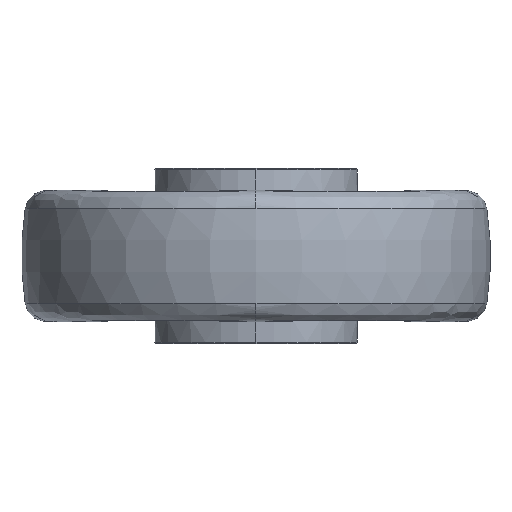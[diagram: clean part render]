
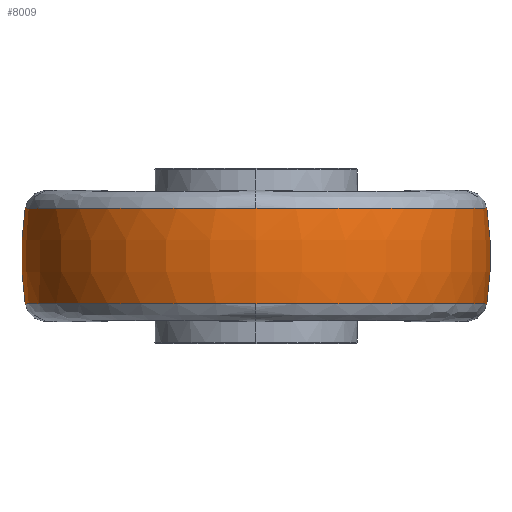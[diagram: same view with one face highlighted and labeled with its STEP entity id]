
A CAD part, left-side view. The second image highlights one B-rep face of the part: STEP entity #8009.
In plain terms, the highlighted toroidal (fillet/blend) face has major radius 30 mm and minor radius 110 mm.
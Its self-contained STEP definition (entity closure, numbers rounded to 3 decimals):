
#164 = ORIENTED_EDGE ( 'NONE', *, *, #5439, .T. ) ;
#645 = VERTEX_POINT ( 'NONE', #10188 ) ;
#1215 = CARTESIAN_POINT ( 'NONE',  ( 0., 0., 16.289 ) ) ;
#1426 = AXIS2_PLACEMENT_3D ( 'NONE', #1215, #3478, #10024 ) ;
#1461 = VERTEX_POINT ( 'NONE', #9668 ) ;
#1655 = CIRCLE ( 'NONE', #3459, 110. ) ;
#1716 = DIRECTION ( 'NONE',  ( 0., -1., 0. ) ) ;
#1976 = CARTESIAN_POINT ( 'NONE',  ( 0., 78.787, -16.289 ) ) ;
#2179 = AXIS2_PLACEMENT_3D ( 'NONE', #11000, #10840, #6062 ) ;
#2234 = TOROIDAL_SURFACE ( 'NONE', #2752, -30., 110. ) ;
#2495 = AXIS2_PLACEMENT_3D ( 'NONE', #3379, #4782, #9778 ) ;
#2707 = VERTEX_POINT ( 'NONE', #12301 ) ;
#2752 = AXIS2_PLACEMENT_3D ( 'NONE', #15475, #11632, #1716 ) ;
#2832 = ORIENTED_EDGE ( 'NONE', *, *, #16070, .F. ) ;
#3379 = CARTESIAN_POINT ( 'NONE',  ( 0., 0., 16.289 ) ) ;
#3459 = AXIS2_PLACEMENT_3D ( 'NONE', #15988, #14828, #12138 ) ;
#3478 = DIRECTION ( 'NONE',  ( 0., 0., -1. ) ) ;
#4030 = EDGE_CURVE ( 'NONE', #6867, #645, #7183, .T. ) ;
#4139 = DIRECTION ( 'NONE',  ( 1., 0., 0. ) ) ;
#4782 = DIRECTION ( 'NONE',  ( 0., 0., -1. ) ) ;
#5439 = EDGE_CURVE ( 'NONE', #7847, #15526, #10549, .T. ) ;
#6062 = DIRECTION ( 'NONE',  ( 1., 0., 0. ) ) ;
#6585 = ORIENTED_EDGE ( 'NONE', *, *, #4030, .T. ) ;
#6623 = FACE_OUTER_BOUND ( 'NONE', #13714, .T. ) ;
#6867 = VERTEX_POINT ( 'NONE', #10340 ) ;
#6893 = CIRCLE ( 'NONE', #1426, 78.787 ) ;
#7183 = CIRCLE ( 'NONE', #2495, 78.787 ) ;
#7447 = EDGE_CURVE ( 'NONE', #2707, #6867, #6893, .T. ) ;
#7847 = VERTEX_POINT ( 'NONE', #1976 ) ;
#8009 = ADVANCED_FACE ( 'NONE', ( #6623 ), #2234, .T. ) ;
#8209 = CARTESIAN_POINT ( 'NONE',  ( 0., 30., 0. ) ) ;
#8950 = ORIENTED_EDGE ( 'NONE', *, *, #9637, .T. ) ;
#9139 = CARTESIAN_POINT ( 'NONE',  ( 0., 0., -16.289 ) ) ;
#9144 = CIRCLE ( 'NONE', #15684, 110. ) ;
#9551 = CARTESIAN_POINT ( 'NONE',  ( -78.787, 0., -16.289 ) ) ;
#9637 = EDGE_CURVE ( 'NONE', #1461, #2707, #9144, .T. ) ;
#9668 = CARTESIAN_POINT ( 'NONE',  ( 0., -78.787, -16.289 ) ) ;
#9778 = DIRECTION ( 'NONE',  ( 0., 1., 0. ) ) ;
#10024 = DIRECTION ( 'NONE',  ( 0., 1., 0. ) ) ;
#10188 = CARTESIAN_POINT ( 'NONE',  ( 0., 78.787, 16.289 ) ) ;
#10340 = CARTESIAN_POINT ( 'NONE',  ( -78.787, 0., 16.289 ) ) ;
#10357 = DIRECTION ( 'NONE',  ( 0., 0., 1. ) ) ;
#10549 = CIRCLE ( 'NONE', #2179, 78.787 ) ;
#10682 = AXIS2_PLACEMENT_3D ( 'NONE', #9139, #10357, #4139 ) ;
#10699 = ORIENTED_EDGE ( 'NONE', *, *, #13819, .T. ) ;
#10840 = DIRECTION ( 'NONE',  ( 0., 0., 1. ) ) ;
#11000 = CARTESIAN_POINT ( 'NONE',  ( 0., 0., -16.289 ) ) ;
#11632 = DIRECTION ( 'NONE',  ( 0., 0., 1. ) ) ;
#12045 = ORIENTED_EDGE ( 'NONE', *, *, #7447, .T. ) ;
#12138 = DIRECTION ( 'NONE',  ( 0., 1., 0. ) ) ;
#12301 = CARTESIAN_POINT ( 'NONE',  ( 0., -78.787, 16.289 ) ) ;
#13192 = DIRECTION ( 'NONE',  ( 0., 0., 1. ) ) ;
#13714 = EDGE_LOOP ( 'NONE', ( #2832, #164, #10699, #8950, #12045, #6585 ) ) ;
#13819 = EDGE_CURVE ( 'NONE', #15526, #1461, #14853, .T. ) ;
#14170 = DIRECTION ( 'NONE',  ( -1., 0., 0. ) ) ;
#14828 = DIRECTION ( 'NONE',  ( 1., 0., 0. ) ) ;
#14853 = CIRCLE ( 'NONE', #10682, 78.787 ) ;
#15475 = CARTESIAN_POINT ( 'NONE',  ( 0., 0., 0. ) ) ;
#15526 = VERTEX_POINT ( 'NONE', #9551 ) ;
#15684 = AXIS2_PLACEMENT_3D ( 'NONE', #8209, #14170, #13192 ) ;
#15988 = CARTESIAN_POINT ( 'NONE',  ( 0., -30., 0. ) ) ;
#16070 = EDGE_CURVE ( 'NONE', #7847, #645, #1655, .T. ) ;
